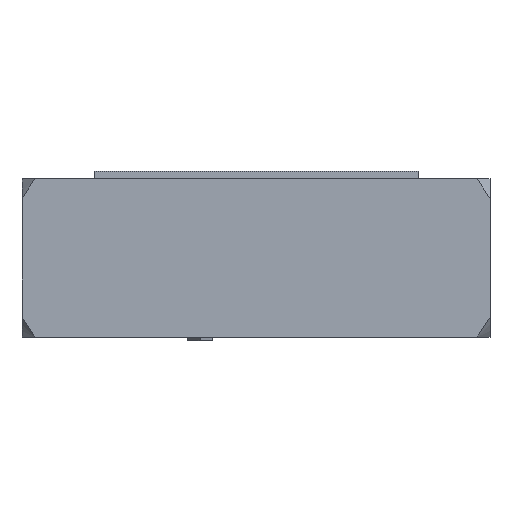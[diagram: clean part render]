
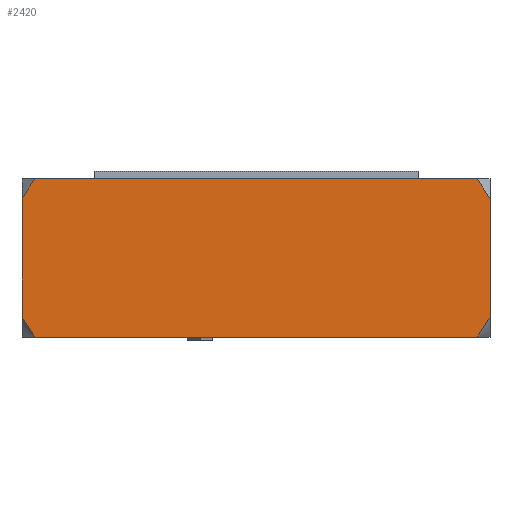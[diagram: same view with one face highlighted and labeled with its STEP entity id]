
A CAD part, top view. The second image highlights one B-rep face of the part: STEP entity #2420.
In plain terms, the highlighted planar face has unit normal (0, 0, 1).
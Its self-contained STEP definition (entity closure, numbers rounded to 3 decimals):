
#8=CARTESIAN_POINT('',(1.806,11.,11.));
#9=CARTESIAN_POINT('',(1.576,10.674,11.));
#10=CARTESIAN_POINT('',(1.134,10.035,11.));
#11=CARTESIAN_POINT('',(0.533,9.119,11.));
#12=CARTESIAN_POINT('',(0.171,8.535,11.));
#13=CARTESIAN_POINT('',(0.,8.25,11.));
#22=CARTESIAN_POINT('',(0.,-8.25,11.));
#23=CARTESIAN_POINT('',(0.171,-8.535,11.));
#24=CARTESIAN_POINT('',(0.532,-9.118,11.));
#25=CARTESIAN_POINT('',(1.134,-10.034,11.));
#26=CARTESIAN_POINT('',(1.575,-10.673,11.));
#27=CARTESIAN_POINT('',(1.806,-11.,11.));
#42=DIRECTION('',(0.,-1.,0.));
#43=VECTOR('',#42,16.5);
#44=CARTESIAN_POINT('',(0.,8.25,11.));
#45=LINE('',#44,#43);
#79=DIRECTION('',(1.,0.,0.));
#80=VECTOR('',#79,61.387);
#81=CARTESIAN_POINT('',(1.806,11.,11.));
#82=LINE('',#81,#80);
#95=CARTESIAN_POINT('',(63.194,11.,11.));
#96=CARTESIAN_POINT('',(63.424,10.674,11.));
#97=CARTESIAN_POINT('',(63.866,10.035,11.));
#98=CARTESIAN_POINT('',(64.467,9.119,11.));
#99=CARTESIAN_POINT('',(64.829,8.535,11.));
#100=CARTESIAN_POINT('',(65.,8.25,11.));
#109=CARTESIAN_POINT('',(65.,-8.25,11.));
#110=CARTESIAN_POINT('',(64.829,-8.535,11.));
#111=CARTESIAN_POINT('',(64.468,-9.118,11.));
#112=CARTESIAN_POINT('',(63.866,-10.034,11.));
#113=CARTESIAN_POINT('',(63.425,-10.673,11.));
#114=CARTESIAN_POINT('',(63.194,-11.,11.));
#133=DIRECTION('',(0.,-1.,0.));
#134=VECTOR('',#133,16.5);
#135=CARTESIAN_POINT('',(65.,8.25,11.));
#136=LINE('',#135,#134);
#245=DIRECTION('',(1.,0.,0.));
#246=VECTOR('',#245,61.387);
#247=CARTESIAN_POINT('',(1.806,-11.,11.));
#248=LINE('',#247,#246);
#2156=CARTESIAN_POINT('',(0.,8.25,11.));
#2157=CARTESIAN_POINT('',(0.,-8.25,11.));
#2158=VERTEX_POINT('',#2156);
#2159=VERTEX_POINT('',#2157);
#2172=CARTESIAN_POINT('',(65.,8.25,11.));
#2173=CARTESIAN_POINT('',(65.,-8.25,11.));
#2174=VERTEX_POINT('',#2172);
#2175=VERTEX_POINT('',#2173);
#2188=CARTESIAN_POINT('',(1.806,11.,11.));
#2189=CARTESIAN_POINT('',(63.194,11.,11.));
#2190=VERTEX_POINT('',#2188);
#2191=VERTEX_POINT('',#2189);
#2192=CARTESIAN_POINT('',(1.806,-11.,11.));
#2193=CARTESIAN_POINT('',(63.194,-11.,11.));
#2194=VERTEX_POINT('',#2192);
#2195=VERTEX_POINT('',#2193);
#2401=CARTESIAN_POINT('',(0.,11.,11.));
#2402=DIRECTION('',(0.,0.,-1.));
#2403=DIRECTION('',(0.,-1.,0.));
#2404=AXIS2_PLACEMENT_3D('',#2401,#2402,#2403);
#2405=PLANE('',#2404);
#2406=ORIENTED_EDGE('',*,*,#2381,.F.);
#2407=ORIENTED_EDGE('',*,*,#2330,.F.);
#2408=ORIENTED_EDGE('',*,*,#2368,.T.);
#2410=ORIENTED_EDGE('',*,*,#2409,.T.);
#2412=ORIENTED_EDGE('',*,*,#2411,.T.);
#2414=ORIENTED_EDGE('',*,*,#2413,.T.);
#2416=ORIENTED_EDGE('',*,*,#2415,.F.);
#2417=ORIENTED_EDGE('',*,*,#2346,.F.);
#2418=EDGE_LOOP('',(#2406,#2407,#2408,#2410,#2412,#2414,#2416,#2417));
#2419=FACE_OUTER_BOUND('',#2418,.F.);
#2420=ADVANCED_FACE('',(#2419),#2405,.F.);
#14=B_SPLINE_CURVE_WITH_KNOTS('',3,(#8,#9,#10,#11,#12,#13),.UNSPECIFIED.,.F.,
.F.,(4,1,1,4),(0.,0.333,0.667,1.),.UNSPECIFIED.);
#28=B_SPLINE_CURVE_WITH_KNOTS('',3,(#22,#23,#24,#25,#26,#27),.UNSPECIFIED.,.F.,
.F.,(4,1,1,4),(0.,0.333,0.667,1.),.UNSPECIFIED.);
#101=B_SPLINE_CURVE_WITH_KNOTS('',3,(#95,#96,#97,#98,#99,#100),.UNSPECIFIED.,
.F.,.F.,(4,1,1,4),(0.,0.333,0.667,1.),
.UNSPECIFIED.);
#115=B_SPLINE_CURVE_WITH_KNOTS('',3,(#109,#110,#111,#112,#113,#114),
.UNSPECIFIED.,.F.,.F.,(4,1,1,4),(0.,0.333,0.667,1.),
.UNSPECIFIED.);
#2330=EDGE_CURVE('',#2190,#2158,#14,.T.);
#2346=EDGE_CURVE('',#2159,#2194,#28,.T.);
#2368=EDGE_CURVE('',#2190,#2191,#82,.T.);
#2381=EDGE_CURVE('',#2158,#2159,#45,.T.);
#2409=EDGE_CURVE('',#2191,#2174,#101,.T.);
#2411=EDGE_CURVE('',#2174,#2175,#136,.T.);
#2413=EDGE_CURVE('',#2175,#2195,#115,.T.);
#2415=EDGE_CURVE('',#2194,#2195,#248,.T.);
